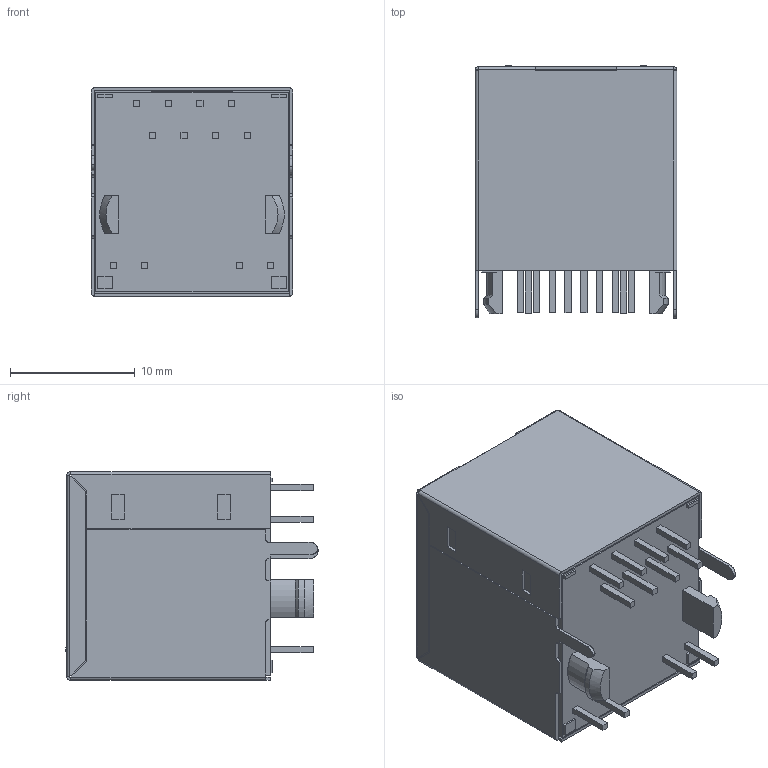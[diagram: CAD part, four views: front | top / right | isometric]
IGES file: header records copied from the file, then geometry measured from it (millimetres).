
Start section: SolidWorks IGES file using analytic representation for surfaces
Global section: file name: GDWLX-PNS-88-GY.IGS; native system: SolidWorks 2020; preprocessor: SolidWorks 2020; author: Dan; date: 200320.124935; units: millimetre
Bounding box: 16.15 x 20.22 x 16.7 mm (x, y, z)
Surface area: 5061.5 mm2 (no closed solid volume)
Topology: 0 solids, 0 shells, 426 faces, 2818 edges, 2818 vertices
Faces by surface type: bspline 349, revolution 77
